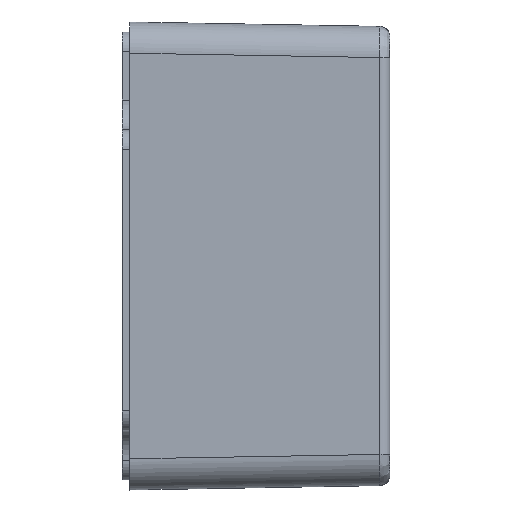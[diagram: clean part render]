
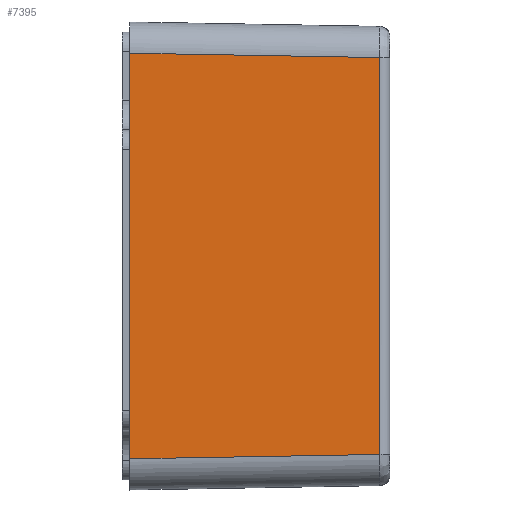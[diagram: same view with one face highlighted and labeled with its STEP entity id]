
A CAD part, left-side view. The second image highlights one B-rep face of the part: STEP entity #7395.
In plain terms, the highlighted planar face has unit normal (-1, -0.018, 0).
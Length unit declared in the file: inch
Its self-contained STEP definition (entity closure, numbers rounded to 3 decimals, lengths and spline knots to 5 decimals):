
#411 = VERTEX_POINT ( 'NONE', #2163 ) ;
#722 = CARTESIAN_POINT ( 'NONE',  ( -2.26378, 1.9685, -1.77165 ) ) ;
#840 = LINE ( 'NONE', #5807, #3490 ) ;
#930 = DIRECTION ( 'NONE',  ( 0.017, -1., 0.017 ) ) ;
#1391 = VECTOR ( 'NONE', #2897, 39.37008 ) ;
#1481 = FACE_OUTER_BOUND ( 'NONE', #1598, .T. ) ;
#1598 = EDGE_LOOP ( 'NONE', ( #2365, #3993, #2044, #6621 ) ) ;
#1860 = CARTESIAN_POINT ( 'NONE',  ( -2.23077, 0.07737, 1.50246 ) ) ;
#1982 = EDGE_CURVE ( 'NONE', #8496, #2126, #2742, .T. ) ;
#2044 = ORIENTED_EDGE ( 'NONE', *, *, #1982, .T. ) ;
#2126 = VERTEX_POINT ( 'NONE', #8622 ) ;
#2163 = CARTESIAN_POINT ( 'NONE',  ( -2.26378, 1.9685, 1.53547 ) ) ;
#2365 = ORIENTED_EDGE ( 'NONE', *, *, #3799, .T. ) ;
#2639 = LINE ( 'NONE', #5145, #7661 ) ;
#2742 = LINE ( 'NONE', #3434, #3229 ) ;
#2897 = DIRECTION ( 'NONE',  ( 0., 0., -1. ) ) ;
#3229 = VECTOR ( 'NONE', #930, 39.37008 ) ;
#3434 = CARTESIAN_POINT ( 'NONE',  ( -2.26378, 1.9685, -1.53547 ) ) ;
#3490 = VECTOR ( 'NONE', #8293, 39.37008 ) ;
#3799 = EDGE_CURVE ( 'NONE', #5932, #411, #840, .T. ) ;
#3982 = DIRECTION ( 'NONE',  ( -0.017, 1., 0. ) ) ;
#3993 = ORIENTED_EDGE ( 'NONE', *, *, #5088, .T. ) ;
#4150 = AXIS2_PLACEMENT_3D ( 'NONE', #722, #4885, #3982 ) ;
#4885 = DIRECTION ( 'NONE',  ( -1., -0.017, 0. ) ) ;
#5088 = EDGE_CURVE ( 'NONE', #411, #8496, #6916, .T. ) ;
#5145 = CARTESIAN_POINT ( 'NONE',  ( -2.23077, 0.07737, -1.77165 ) ) ;
#5807 = CARTESIAN_POINT ( 'NONE',  ( -2.23077, 0.07737, 1.50246 ) ) ;
#5932 = VERTEX_POINT ( 'NONE', #1860 ) ;
#6621 = ORIENTED_EDGE ( 'NONE', *, *, #9288, .F. ) ;
#6916 = LINE ( 'NONE', #9272, #1391 ) ;
#7395 = ADVANCED_FACE ( 'NONE', ( #1481 ), #8973, .T. ) ;
#7661 = VECTOR ( 'NONE', #10533, 39.37008 ) ;
#8293 = DIRECTION ( 'NONE',  ( -0.017, 1., 0.017 ) ) ;
#8496 = VERTEX_POINT ( 'NONE', #9454 ) ;
#8622 = CARTESIAN_POINT ( 'NONE',  ( -2.23077, 0.07737, -1.50246 ) ) ;
#8973 = PLANE ( 'NONE',  #4150 ) ;
#9272 = CARTESIAN_POINT ( 'NONE',  ( -2.26378, 1.9685, -1.77165 ) ) ;
#9288 = EDGE_CURVE ( 'NONE', #5932, #2126, #2639, .T. ) ;
#9454 = CARTESIAN_POINT ( 'NONE',  ( -2.26378, 1.9685, -1.53547 ) ) ;
#10533 = DIRECTION ( 'NONE',  ( 0., 0., -1. ) ) ;
